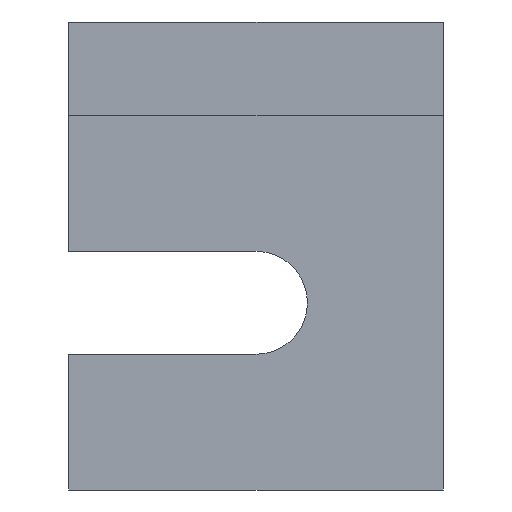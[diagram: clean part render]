
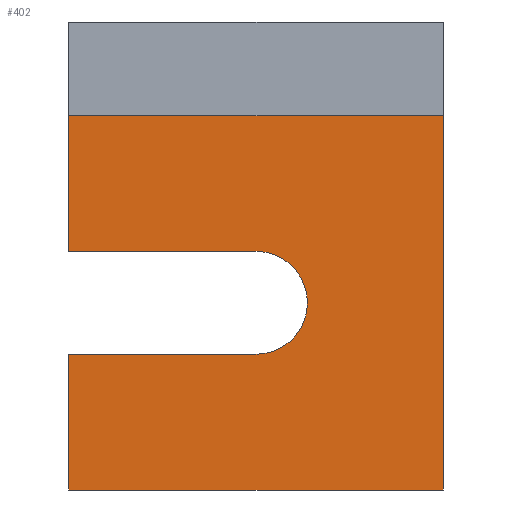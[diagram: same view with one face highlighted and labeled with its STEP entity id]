
A CAD part, front view. The second image highlights one B-rep face of the part: STEP entity #402.
In plain terms, the highlighted planar face has unit normal (0, -1, 0).
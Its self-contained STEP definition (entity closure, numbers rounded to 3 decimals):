
#26=FACE_OUTER_BOUND('',#48,.T.);
#48=EDGE_LOOP('',(#272,#273,#274,#275,#276,#277,#278,#279));
#75=CIRCLE('',#439,2.75);
#87=LINE('',#591,#132);
#88=LINE('',#593,#133);
#89=LINE('',#595,#134);
#90=LINE('',#599,#135);
#91=LINE('',#601,#136);
#92=LINE('',#603,#137);
#93=LINE('',#604,#138);
#132=VECTOR('',#476,10.);
#133=VECTOR('',#477,10.);
#134=VECTOR('',#478,10.);
#135=VECTOR('',#481,10.);
#136=VECTOR('',#482,10.);
#137=VECTOR('',#483,10.);
#138=VECTOR('',#484,10.);
#177=VERTEX_POINT('',#589);
#178=VERTEX_POINT('',#590);
#179=VERTEX_POINT('',#592);
#180=VERTEX_POINT('',#594);
#181=VERTEX_POINT('',#596);
#182=VERTEX_POINT('',#598);
#183=VERTEX_POINT('',#600);
#184=VERTEX_POINT('',#602);
#215=EDGE_CURVE('',#177,#178,#87,.T.);
#216=EDGE_CURVE('',#177,#179,#88,.F.);
#217=EDGE_CURVE('',#179,#180,#89,.T.);
#218=EDGE_CURVE('',#180,#181,#75,.T.);
#219=EDGE_CURVE('',#181,#182,#90,.T.);
#220=EDGE_CURVE('',#183,#182,#91,.T.);
#221=EDGE_CURVE('',#184,#183,#92,.T.);
#222=EDGE_CURVE('',#184,#178,#93,.F.);
#272=ORIENTED_EDGE('',*,*,#215,.F.);
#273=ORIENTED_EDGE('',*,*,#216,.T.);
#274=ORIENTED_EDGE('',*,*,#217,.T.);
#275=ORIENTED_EDGE('',*,*,#218,.T.);
#276=ORIENTED_EDGE('',*,*,#219,.T.);
#277=ORIENTED_EDGE('',*,*,#220,.F.);
#278=ORIENTED_EDGE('',*,*,#221,.F.);
#279=ORIENTED_EDGE('',*,*,#222,.T.);
#386=PLANE('',#438);
#402=ADVANCED_FACE('',(#26),#386,.T.);
#438=AXIS2_PLACEMENT_3D('',#588,#474,#475);
#439=AXIS2_PLACEMENT_3D('',#597,#479,#480);
#474=DIRECTION('center_axis',(0.,-1.,0.));
#475=DIRECTION('ref_axis',(0.,0.,1.));
#476=DIRECTION('',(1.,0.,0.));
#477=DIRECTION('',(0.,0.,1.));
#478=DIRECTION('',(1.,0.,0.));
#479=DIRECTION('center_axis',(0.,1.,0.));
#480=DIRECTION('ref_axis',(0.,0.,1.));
#481=DIRECTION('',(-1.,0.,0.));
#482=DIRECTION('',(0.,0.,1.));
#483=DIRECTION('',(-1.,0.,0.));
#484=DIRECTION('',(0.,0.,-1.));
#588=CARTESIAN_POINT('Origin',(-114.5,79.5,335.5));
#589=CARTESIAN_POINT('',(-139.5,79.5,355.5));
#590=CARTESIAN_POINT('',(-119.5,79.5,355.5));
#591=CARTESIAN_POINT('',(-122.,79.5,355.5));
#592=CARTESIAN_POINT('',(-139.5,79.5,348.25));
#593=CARTESIAN_POINT('',(-139.5,79.5,348.));
#594=CARTESIAN_POINT('',(-129.5,79.5,348.25));
#595=CARTESIAN_POINT('',(-122.,79.5,348.25));
#596=CARTESIAN_POINT('',(-129.5,79.5,342.75));
#597=CARTESIAN_POINT('Origin',(-129.5,79.5,345.5));
#598=CARTESIAN_POINT('',(-139.5,79.5,342.75));
#599=CARTESIAN_POINT('',(-127.,79.5,342.75));
#600=CARTESIAN_POINT('',(-139.5,79.5,335.5));
#601=CARTESIAN_POINT('',(-139.5,79.5,340.5));
#602=CARTESIAN_POINT('',(-119.5,79.5,335.5));
#603=CARTESIAN_POINT('',(-114.5,79.5,335.5));
#604=CARTESIAN_POINT('',(-119.5,79.5,348.));
